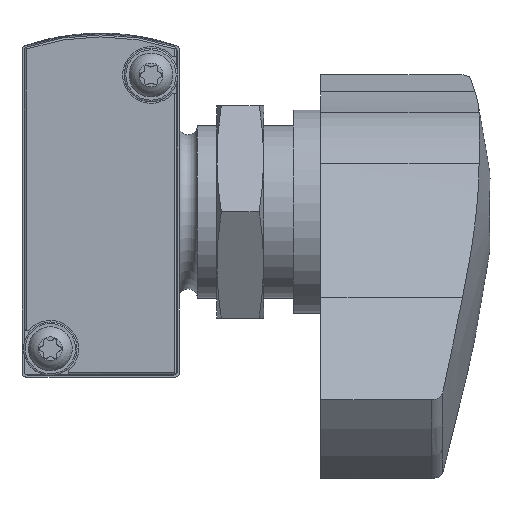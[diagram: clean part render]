
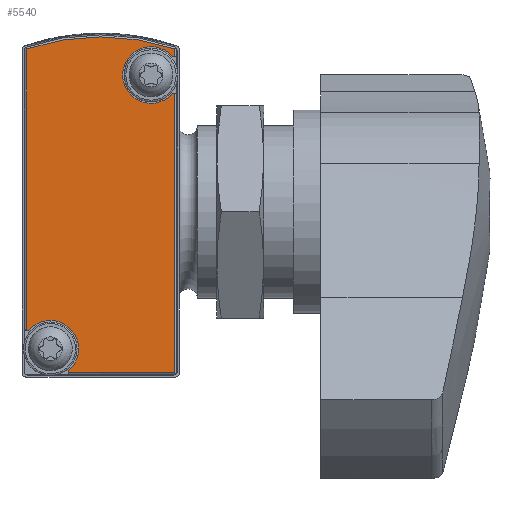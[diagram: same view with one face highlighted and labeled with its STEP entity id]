
A CAD part, front view. The second image highlights one B-rep face of the part: STEP entity #5540.
In plain terms, the highlighted planar face has unit normal (0, -1, 0).
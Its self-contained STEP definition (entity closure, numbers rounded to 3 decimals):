
#106=PLANE('',#5877);
#210=LINE('',#8274,#454);
#211=LINE('',#8283,#455);
#212=LINE('',#8287,#456);
#213=LINE('',#8295,#457);
#454=VECTOR('',#6587,1000.);
#455=VECTOR('',#6594,1000.);
#456=VECTOR('',#6597,1000.);
#457=VECTOR('',#6604,1000.);
#698=CIRCLE('',#5878,0.4);
#699=CIRCLE('',#5879,3.6);
#700=CIRCLE('',#5880,0.4);
#701=CIRCLE('',#5881,29.537);
#702=CIRCLE('',#5882,0.4);
#703=CIRCLE('',#5883,3.6);
#704=CIRCLE('',#5884,0.4);
#1071=ORIENTED_EDGE('',*,*,#2401,.T.);
#1072=ORIENTED_EDGE('',*,*,#2402,.F.);
#1073=ORIENTED_EDGE('',*,*,#2403,.T.);
#1074=ORIENTED_EDGE('',*,*,#2404,.F.);
#1075=ORIENTED_EDGE('',*,*,#2405,.T.);
#1076=ORIENTED_EDGE('',*,*,#2406,.T.);
#1077=ORIENTED_EDGE('',*,*,#2407,.F.);
#1078=ORIENTED_EDGE('',*,*,#2408,.F.);
#1079=ORIENTED_EDGE('',*,*,#2409,.T.);
#1080=ORIENTED_EDGE('',*,*,#2410,.F.);
#1081=ORIENTED_EDGE('',*,*,#2411,.T.);
#2401=EDGE_CURVE('',#3066,#3067,#210,.F.);
#2402=EDGE_CURVE('',#3068,#3067,#698,.T.);
#2403=EDGE_CURVE('',#3068,#3069,#699,.T.);
#2404=EDGE_CURVE('',#3070,#3069,#700,.T.);
#2405=EDGE_CURVE('',#3070,#3071,#211,.F.);
#2406=EDGE_CURVE('',#3071,#3072,#701,.T.);
#2407=EDGE_CURVE('',#3073,#3072,#212,.F.);
#2408=EDGE_CURVE('',#3074,#3073,#702,.T.);
#2409=EDGE_CURVE('',#3074,#3075,#703,.T.);
#2410=EDGE_CURVE('',#3076,#3075,#704,.T.);
#2411=EDGE_CURVE('',#3076,#3066,#213,.T.);
#3066=VERTEX_POINT('',#8275);
#3067=VERTEX_POINT('',#8276);
#3068=VERTEX_POINT('',#8278);
#3069=VERTEX_POINT('',#8280);
#3070=VERTEX_POINT('',#8282);
#3071=VERTEX_POINT('',#8284);
#3072=VERTEX_POINT('',#8286);
#3073=VERTEX_POINT('',#8288);
#3074=VERTEX_POINT('',#8290);
#3075=VERTEX_POINT('',#8292);
#3076=VERTEX_POINT('',#8294);
#3589=EDGE_LOOP('',(#1071,#1072,#1073,#1074,#1075,#1076,#1077,#1078,#1079,
#1080,#1081));
#4038=FACE_BOUND('',#3589,.T.);
#5540=ADVANCED_FACE('',(#4038),#106,.F.);
#5877=AXIS2_PLACEMENT_3D('',#8273,#6585,#6586);
#5878=AXIS2_PLACEMENT_3D('',#8277,#6588,#6589);
#5879=AXIS2_PLACEMENT_3D('',#8279,#6590,#6591);
#5880=AXIS2_PLACEMENT_3D('',#8281,#6592,#6593);
#5881=AXIS2_PLACEMENT_3D('',#8285,#6595,#6596);
#5882=AXIS2_PLACEMENT_3D('',#8289,#6598,#6599);
#5883=AXIS2_PLACEMENT_3D('',#8291,#6600,#6601);
#5884=AXIS2_PLACEMENT_3D('',#8293,#6602,#6603);
#6585=DIRECTION('',(0.,1.,0.));
#6586=DIRECTION('',(0.,0.,1.));
#6587=DIRECTION('',(-1.,0.,0.));
#6588=DIRECTION('',(0.,1.,0.));
#6589=DIRECTION('',(1.,0.,0.));
#6590=DIRECTION('',(0.,1.,0.));
#6591=DIRECTION('',(1.,0.,0.));
#6592=DIRECTION('',(0.,1.,0.));
#6593=DIRECTION('',(1.,0.,0.));
#6594=DIRECTION('',(-1.,0.,0.));
#6595=DIRECTION('',(0.,-1.,0.));
#6596=DIRECTION('',(0.,0.,-1.));
#6597=DIRECTION('',(-1.,0.,0.));
#6598=DIRECTION('',(0.,1.,0.));
#6599=DIRECTION('',(1.,0.,0.));
#6600=DIRECTION('',(0.,1.,0.));
#6601=DIRECTION('',(1.,0.,0.));
#6602=DIRECTION('',(0.,1.,0.));
#6603=DIRECTION('',(1.,0.,0.));
#6604=DIRECTION('',(0.,0.,-1.));
#8273=CARTESIAN_POINT('',(-20.25,-13.2,-9.25));
#8274=CARTESIAN_POINT('',(25.,-13.2,-9.387));
#8275=CARTESIAN_POINT('',(-20.387,-13.2,-9.387));
#8276=CARTESIAN_POINT('',(15.097,-13.2,-9.387));
#8277=CARTESIAN_POINT('',(14.699,-13.2,-9.35));
#8278=CARTESIAN_POINT('',(14.969,-13.2,-9.055));
#8279=CARTESIAN_POINT('',(17.4,-13.2,-6.4));
#8280=CARTESIAN_POINT('',(19.831,-13.2,-9.055));
#8281=CARTESIAN_POINT('',(20.101,-13.2,-9.35));
#8282=CARTESIAN_POINT('',(19.703,-13.2,-9.387));
#8283=CARTESIAN_POINT('',(25.,-13.2,-9.387));
#8284=CARTESIAN_POINT('',(20.722,-13.2,-9.387));
#8285=CARTESIAN_POINT('',(-7.284,-13.2,0.));
#8286=CARTESIAN_POINT('',(20.722,-13.2,9.387));
#8287=CARTESIAN_POINT('',(25.,-13.2,9.387));
#8288=CARTESIAN_POINT('',(-15.097,-13.2,9.387));
#8289=CARTESIAN_POINT('',(-14.699,-13.2,9.35));
#8290=CARTESIAN_POINT('',(-14.969,-13.2,9.055));
#8291=CARTESIAN_POINT('',(-17.4,-13.2,6.4));
#8292=CARTESIAN_POINT('',(-20.055,-13.2,3.969));
#8293=CARTESIAN_POINT('',(-20.35,-13.2,3.699));
#8294=CARTESIAN_POINT('',(-20.387,-13.2,4.097));
#8295=CARTESIAN_POINT('',(-20.387,-13.2,10.));
